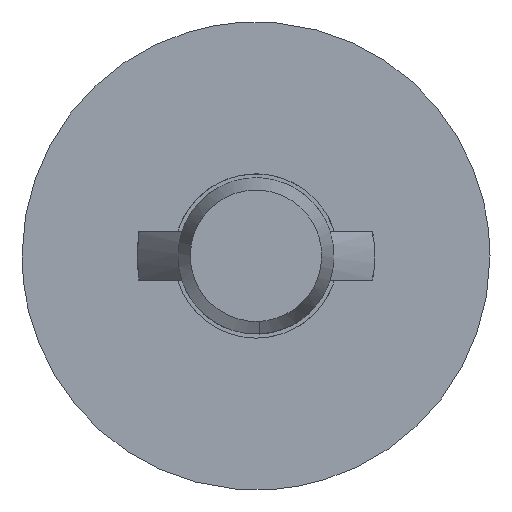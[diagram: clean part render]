
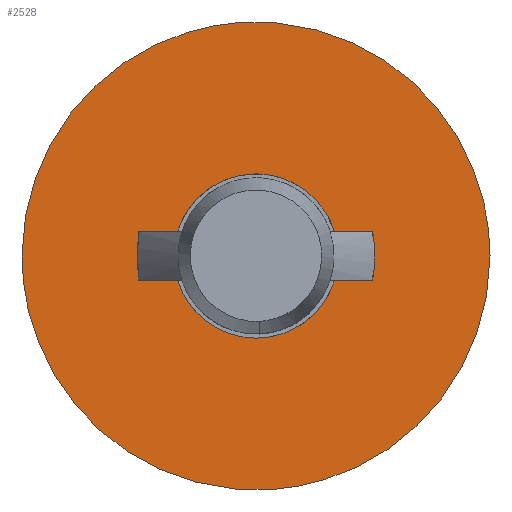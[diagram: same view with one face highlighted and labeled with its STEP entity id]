
A CAD part, top view. The second image highlights one B-rep face of the part: STEP entity #2528.
In plain terms, the highlighted free-form (B-spline) face has degree [1, 1] with [2, 2] control points.
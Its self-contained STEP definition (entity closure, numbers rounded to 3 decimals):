
#1969=CARTESIAN_POINT('',(-5.7,0.0,0.0));
#1970=VERTEX_POINT('',#1969);
#1971=CARTESIAN_POINT('',(-0.447,5.682,0.));
#1972=VERTEX_POINT('',#1971);
#1973=CARTESIAN_POINT('',(-5.7,0.0,0.0));
#1974=CARTESIAN_POINT('',(-5.7,5.269,0.));
#1975=CARTESIAN_POINT('',(-0.447,5.682,0.));
#1983=(BOUNDED_CURVE()B_SPLINE_CURVE(2,(#1973,#1974,#1975),.UNSPECIFIED.,.F.,.U.)B_SPLINE_CURVE_WITH_KNOTS((3,3),(0.0,0.236),.UNSPECIFIED.)CURVE()GEOMETRIC_REPRESENTATION_ITEM()RATIONAL_B_SPLINE_CURVE((1.0,0.723,0.97))REPRESENTATION_ITEM(''));
#1984=EDGE_CURVE('',#1970,#1972,#1983,.T.);
#2025=CARTESIAN_POINT('',(0.447,-5.682,0.));
#2026=VERTEX_POINT('',#2025);
#2032=CARTESIAN_POINT('',(0.447,-5.682,0.));
#2033=CARTESIAN_POINT('',(0.224,-5.7,0.));
#2034=CARTESIAN_POINT('',(0.,-5.7,0.));
#2035=CARTESIAN_POINT('',(-5.7,-5.7,0.));
#2036=CARTESIAN_POINT('',(-5.7,0.0,0.0));
#2044=(BOUNDED_CURVE()B_SPLINE_CURVE(2,(#2032,#2033,#2034,#2035,#2036),.UNSPECIFIED.,.F.,.U.)B_SPLINE_CURVE_WITH_KNOTS((3,2,3),(0.736,0.75,1.0),.UNSPECIFIED.)CURVE()GEOMETRIC_REPRESENTATION_ITEM()RATIONAL_B_SPLINE_CURVE((0.97,0.984,1.0,0.707,1.0))REPRESENTATION_ITEM(''));
#2045=EDGE_CURVE('',#2026,#1970,#2044,.T.);
#2068=CARTESIAN_POINT('',(5.7,0.0,0.0));
#2069=VERTEX_POINT('',#2068);
#2070=CARTESIAN_POINT('',(-0.447,5.682,0.));
#2071=CARTESIAN_POINT('',(-0.224,5.7,0.));
#2072=CARTESIAN_POINT('',(0.,5.7,0.));
#2073=CARTESIAN_POINT('',(5.7,5.7,0.));
#2074=CARTESIAN_POINT('',(5.7,0.0,0.0));
#2082=(BOUNDED_CURVE()B_SPLINE_CURVE(2,(#2070,#2071,#2072,#2073,#2074),.UNSPECIFIED.,.F.,.U.)B_SPLINE_CURVE_WITH_KNOTS((3,2,3),(0.236,0.25,0.5),.UNSPECIFIED.)CURVE()GEOMETRIC_REPRESENTATION_ITEM()RATIONAL_B_SPLINE_CURVE((0.97,0.984,1.0,0.707,1.0))REPRESENTATION_ITEM(''));
#2083=EDGE_CURVE('',#1972,#2069,#2082,.T.);
#2085=CARTESIAN_POINT('',(5.7,0.0,0.0));
#2086=CARTESIAN_POINT('',(5.7,-5.269,0.));
#2087=CARTESIAN_POINT('',(0.447,-5.682,0.));
#2095=(BOUNDED_CURVE()B_SPLINE_CURVE(2,(#2085,#2086,#2087),.UNSPECIFIED.,.F.,.U.)B_SPLINE_CURVE_WITH_KNOTS((3,3),(0.5,0.736),.UNSPECIFIED.)CURVE()GEOMETRIC_REPRESENTATION_ITEM()RATIONAL_B_SPLINE_CURVE((1.0,0.723,0.97))REPRESENTATION_ITEM(''));
#2096=EDGE_CURVE('',#2069,#2026,#2095,.T.);
#2189=CARTESIAN_POINT('',(-0.017,-2.,0.));
#2190=VERTEX_POINT('',#2189);
#2196=CARTESIAN_POINT('',(2.0,0.0,0.0));
#2197=VERTEX_POINT('',#2196);
#2198=CARTESIAN_POINT('',(2.0,0.0,0.0));
#2199=CARTESIAN_POINT('',(2.,-2.,0.0));
#2200=CARTESIAN_POINT('',(0.0,-2.0,0.0));
#2201=CARTESIAN_POINT('',(-0.009,-2.,0.0));
#2202=CARTESIAN_POINT('',(-0.017,-2.,0.));
#2210=(BOUNDED_CURVE()B_SPLINE_CURVE(2,(#2198,#2199,#2200,#2201,#2202),.UNSPECIFIED.,.F.,.U.)B_SPLINE_CURVE_WITH_KNOTS((3,2,3),(0.5,0.75,0.752),.UNSPECIFIED.)CURVE()GEOMETRIC_REPRESENTATION_ITEM()RATIONAL_B_SPLINE_CURVE((1.0,0.707,1.0,0.998,0.996))REPRESENTATION_ITEM(''));
#2211=EDGE_CURVE('',#2197,#2190,#2210,.T.);
#2213=CARTESIAN_POINT('',(0.248,1.985,0.));
#2214=VERTEX_POINT('',#2213);
#2215=CARTESIAN_POINT('',(0.248,1.985,0.));
#2216=CARTESIAN_POINT('',(2.,1.765,0.0));
#2217=CARTESIAN_POINT('',(2.0,0.0,0.0));
#2225=(BOUNDED_CURVE()B_SPLINE_CURVE(2,(#2215,#2216,#2217),.UNSPECIFIED.,.F.,.U.)B_SPLINE_CURVE_WITH_KNOTS((3,3),(0.271,0.5),.UNSPECIFIED.)CURVE()GEOMETRIC_REPRESENTATION_ITEM()RATIONAL_B_SPLINE_CURVE((0.954,0.732,1.0))REPRESENTATION_ITEM(''));
#2226=EDGE_CURVE('',#2214,#2197,#2225,.T.);
#2276=CARTESIAN_POINT('',(-2.0,0.0,0.0));
#2277=VERTEX_POINT('',#2276);
#2278=CARTESIAN_POINT('',(-2.0,0.0,0.0));
#2279=CARTESIAN_POINT('',(-2.,2.,0.0));
#2280=CARTESIAN_POINT('',(0.0,2.0,0.0));
#2281=CARTESIAN_POINT('',(0.125,2.,0.0));
#2282=CARTESIAN_POINT('',(0.248,1.985,0.));
#2290=(BOUNDED_CURVE()B_SPLINE_CURVE(2,(#2278,#2279,#2280,#2281,#2282),.UNSPECIFIED.,.F.,.U.)B_SPLINE_CURVE_WITH_KNOTS((3,2,3),(0.0,0.25,0.271),.UNSPECIFIED.)CURVE()GEOMETRIC_REPRESENTATION_ITEM()RATIONAL_B_SPLINE_CURVE((1.0,0.707,1.0,0.975,0.954))REPRESENTATION_ITEM(''));
#2291=EDGE_CURVE('',#2277,#2214,#2290,.T.);
#2293=CARTESIAN_POINT('',(-0.017,-2.,0.));
#2294=CARTESIAN_POINT('',(-2.0,-1.983,0.0));
#2295=CARTESIAN_POINT('',(-2.0,0.0,0.0));
#2303=(BOUNDED_CURVE()B_SPLINE_CURVE(2,(#2293,#2294,#2295),.UNSPECIFIED.,.F.,.U.)B_SPLINE_CURVE_WITH_KNOTS((3,3),(0.752,1.0),.UNSPECIFIED.)CURVE()GEOMETRIC_REPRESENTATION_ITEM()RATIONAL_B_SPLINE_CURVE((0.996,0.709,1.0))REPRESENTATION_ITEM(''));
#2304=EDGE_CURVE('',#2190,#2277,#2303,.T.);
#2511=CARTESIAN_POINT('',(6.269,-6.268,0.0));
#2512=CARTESIAN_POINT('',(-6.269,-6.268,0.0));
#2513=CARTESIAN_POINT('',(6.269,6.268,0.0));
#2514=CARTESIAN_POINT('',(-6.269,6.268,0.0));
#2515=B_SPLINE_SURFACE_WITH_KNOTS('',1,1,((#2511,#2513),(#2512,#2514)),.UNSPECIFIED.,.F.,.F.,.U.,(2,2),(2,2),(0.0,12.539),(0.0,12.535),.UNSPECIFIED.);
#2516=ORIENTED_EDGE('',*,*,#2045,.F.);
#2517=ORIENTED_EDGE('',*,*,#2096,.F.);
#2518=ORIENTED_EDGE('',*,*,#2083,.F.);
#2519=ORIENTED_EDGE('',*,*,#1984,.F.);
#2520=EDGE_LOOP('',(#2516,#2517,#2518,#2519));
#2521=FACE_OUTER_BOUND('',#2520,.T.);
#2522=ORIENTED_EDGE('',*,*,#2211,.T.);
#2523=ORIENTED_EDGE('',*,*,#2304,.T.);
#2524=ORIENTED_EDGE('',*,*,#2291,.T.);
#2525=ORIENTED_EDGE('',*,*,#2226,.T.);
#2526=EDGE_LOOP('',(#2522,#2523,#2524,#2525));
#2527=FACE_BOUND('',#2526,.T.);
#2528=ADVANCED_FACE('',(#2521,#2527),#2515,.F.);
